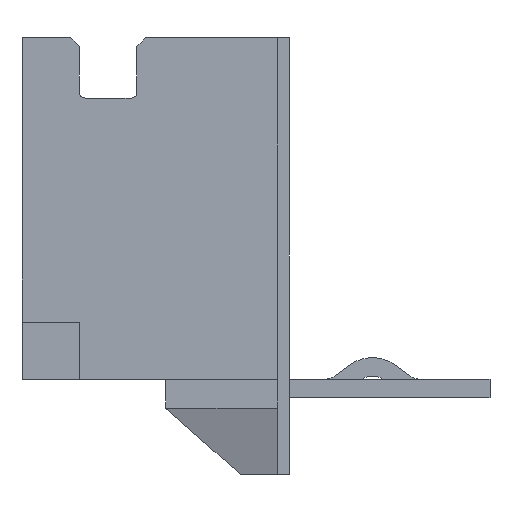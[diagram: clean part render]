
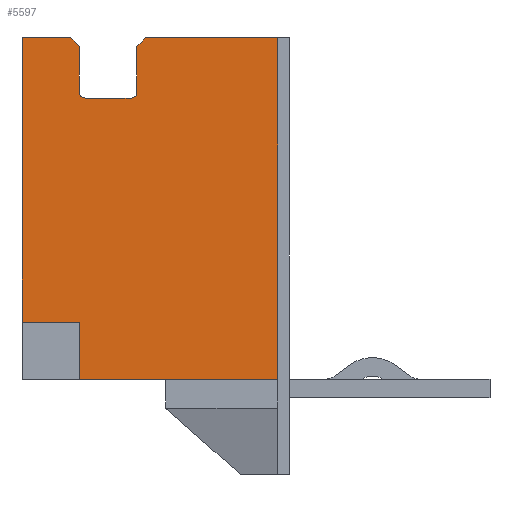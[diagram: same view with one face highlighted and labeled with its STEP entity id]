
A CAD part, left-side view. The second image highlights one B-rep face of the part: STEP entity #5597.
In plain terms, the highlighted planar face has unit normal (-1, 0, 0).
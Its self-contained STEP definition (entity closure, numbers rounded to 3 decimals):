
#219=DIRECTION('',(0.,0.707,-0.707));
#220=VECTOR('',#219,0.212);
#221=CARTESIAN_POINT('',(-5.,0.175,3.8));
#222=LINE('',#221,#220);
#227=DIRECTION('',(0.,-1.,0.));
#228=VECTOR('',#227,0.85);
#229=CARTESIAN_POINT('',(-5.,2.325,3.8));
#230=LINE('',#229,#228);
#247=DIRECTION('',(0.,-1.,0.));
#248=VECTOR('',#247,2.3);
#249=CARTESIAN_POINT('',(-5.,0.175,3.8));
#250=LINE('',#249,#248);
#335=DIRECTION('',(0.,-0.707,-0.707));
#336=VECTOR('',#335,0.212);
#337=CARTESIAN_POINT('',(-5.,1.475,3.8));
#338=LINE('',#337,#336);
#1545=DIRECTION('',(0.,0.,1.));
#1546=VECTOR('',#1545,1.);
#1547=CARTESIAN_POINT('',(-5.,1.325,-2.15));
#1548=LINE('',#1547,#1546);
#1549=DIRECTION('',(0.,-1.,0.));
#1550=VECTOR('',#1549,1.);
#1551=CARTESIAN_POINT('',(-5.,2.325,-1.15));
#1552=LINE('',#1551,#1550);
#1553=DIRECTION('',(0.,0.,1.));
#1554=VECTOR('',#1553,4.95);
#1555=CARTESIAN_POINT('',(-5.,2.325,-1.15));
#1556=LINE('',#1555,#1554);
#1557=DIRECTION('',(0.,0.,-1.));
#1558=VECTOR('',#1557,0.8);
#1559=CARTESIAN_POINT('',(-5.,1.325,3.65));
#1560=LINE('',#1559,#1558);
#1561=CARTESIAN_POINT('',(-5.,1.225,2.85));
#1562=DIRECTION('',(1.,0.,0.));
#1563=DIRECTION('',(0.,0.,-1.));
#1564=AXIS2_PLACEMENT_3D('',#1561,#1562,#1563);
#1566=DIRECTION('',(0.,1.,0.));
#1567=VECTOR('',#1566,0.8);
#1568=CARTESIAN_POINT('',(-5.,0.425,2.75));
#1569=LINE('',#1568,#1567);
#1570=CARTESIAN_POINT('',(-5.,0.425,2.85));
#1571=DIRECTION('',(1.,0.,0.));
#1572=DIRECTION('',(0.,-1.,0.));
#1573=AXIS2_PLACEMENT_3D('',#1570,#1571,#1572);
#1575=DIRECTION('',(0.,0.,-1.));
#1576=VECTOR('',#1575,0.8);
#1577=CARTESIAN_POINT('',(-5.,0.325,3.65));
#1578=LINE('',#1577,#1576);
#1579=DIRECTION('',(0.,0.,1.));
#1580=VECTOR('',#1579,5.95);
#1581=CARTESIAN_POINT('',(-5.,-2.125,-2.15));
#1582=LINE('',#1581,#1580);
#1595=DIRECTION('',(0.,-1.,0.));
#1596=VECTOR('',#1595,3.45);
#1597=CARTESIAN_POINT('',(-5.,1.325,-2.15));
#1598=LINE('',#1597,#1596);
#2588=CARTESIAN_POINT('',(-5.,2.325,3.8));
#2590=VERTEX_POINT('',#2588);
#2595=CARTESIAN_POINT('',(-5.,0.325,2.85));
#2596=CARTESIAN_POINT('',(-5.,0.425,2.75));
#2597=VERTEX_POINT('',#2595);
#2598=VERTEX_POINT('',#2596);
#2599=CARTESIAN_POINT('',(-5.,1.225,2.75));
#2600=VERTEX_POINT('',#2599);
#2601=CARTESIAN_POINT('',(-5.,1.325,2.85));
#2602=VERTEX_POINT('',#2601);
#2635=CARTESIAN_POINT('',(-5.,1.475,3.8));
#2636=VERTEX_POINT('',#2635);
#2637=CARTESIAN_POINT('',(-5.,1.325,3.65));
#2638=VERTEX_POINT('',#2637);
#2651=CARTESIAN_POINT('',(-5.,0.175,3.8));
#2653=VERTEX_POINT('',#2651);
#2655=CARTESIAN_POINT('',(-5.,0.325,3.65));
#2657=VERTEX_POINT('',#2655);
#3019=CARTESIAN_POINT('',(-5.,-2.125,3.8));
#3020=VERTEX_POINT('',#3019);
#3251=CARTESIAN_POINT('',(-5.,1.325,-2.15));
#3252=CARTESIAN_POINT('',(-5.,1.325,-1.15));
#3253=VERTEX_POINT('',#3251);
#3254=VERTEX_POINT('',#3252);
#3255=CARTESIAN_POINT('',(-5.,2.325,-1.15));
#3256=VERTEX_POINT('',#3255);
#3263=CARTESIAN_POINT('',(-5.,-2.125,-2.15));
#3264=VERTEX_POINT('',#3263);
#5569=CARTESIAN_POINT('',(-5.,2.325,-3.8));
#5570=DIRECTION('',(-1.,0.,0.));
#5571=DIRECTION('',(0.,-1.,0.));
#5572=AXIS2_PLACEMENT_3D('',#5569,#5570,#5571);
#5573=PLANE('',#5572);
#5575=ORIENTED_EDGE('',*,*,#5574,.T.);
#5577=ORIENTED_EDGE('',*,*,#5576,.F.);
#5579=ORIENTED_EDGE('',*,*,#5578,.T.);
#5580=ORIENTED_EDGE('',*,*,#3661,.T.);
#5581=ORIENTED_EDGE('',*,*,#3757,.T.);
#5582=ORIENTED_EDGE('',*,*,#3855,.T.);
#5583=ORIENTED_EDGE('',*,*,#5547,.F.);
#5585=ORIENTED_EDGE('',*,*,#5584,.F.);
#5587=ORIENTED_EDGE('',*,*,#5586,.F.);
#5588=ORIENTED_EDGE('',*,*,#3615,.F.);
#5589=ORIENTED_EDGE('',*,*,#3646,.F.);
#5590=ORIENTED_EDGE('',*,*,#3690,.T.);
#5592=ORIENTED_EDGE('',*,*,#5591,.F.);
#5594=ORIENTED_EDGE('',*,*,#5593,.F.);
#5595=EDGE_LOOP('',(#5575,#5577,#5579,#5580,#5581,#5582,#5583,#5585,#5587,#5588,
#5589,#5590,#5592,#5594));
#5596=FACE_OUTER_BOUND('',#5595,.F.);
#5597=ADVANCED_FACE('',(#5596),#5573,.T.);
#1565=CIRCLE('',#1564,0.1);
#1574=CIRCLE('',#1573,0.1);
#3615=EDGE_CURVE('',#2657,#2597,#1578,.T.);
#3646=EDGE_CURVE('',#2653,#2657,#222,.T.);
#3661=EDGE_CURVE('',#2590,#2636,#230,.T.);
#3690=EDGE_CURVE('',#2653,#3020,#250,.T.);
#3757=EDGE_CURVE('',#2636,#2638,#338,.T.);
#3855=EDGE_CURVE('',#2638,#2602,#1560,.T.);
#5547=EDGE_CURVE('',#2600,#2602,#1565,.T.);
#5574=EDGE_CURVE('',#3253,#3254,#1548,.T.);
#5576=EDGE_CURVE('',#3256,#3254,#1552,.T.);
#5578=EDGE_CURVE('',#3256,#2590,#1556,.T.);
#5584=EDGE_CURVE('',#2598,#2600,#1569,.T.);
#5586=EDGE_CURVE('',#2597,#2598,#1574,.T.);
#5591=EDGE_CURVE('',#3264,#3020,#1582,.T.);
#5593=EDGE_CURVE('',#3253,#3264,#1598,.T.);
